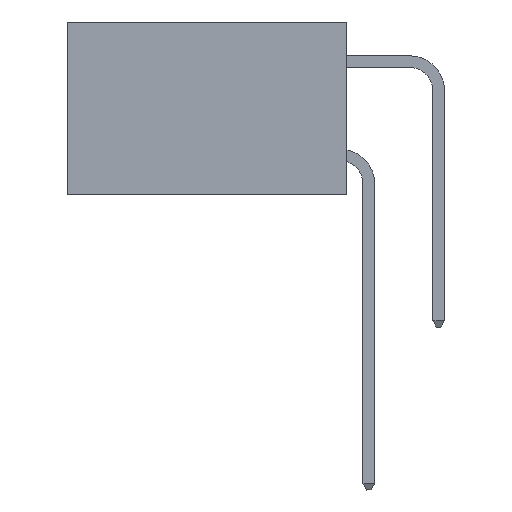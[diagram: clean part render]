
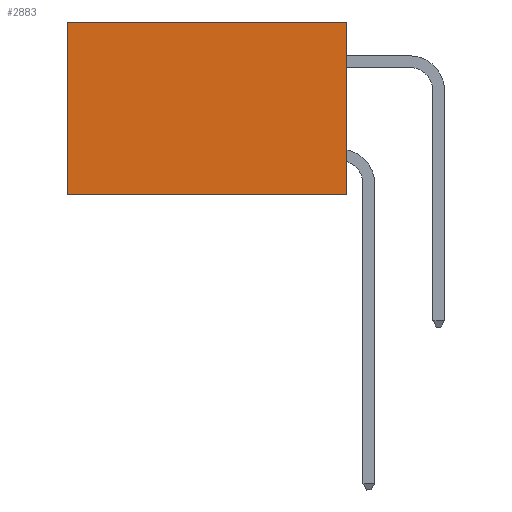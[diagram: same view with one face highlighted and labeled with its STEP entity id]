
A CAD part, left-side view. The second image highlights one B-rep face of the part: STEP entity #2883.
In plain terms, the highlighted planar face has unit normal (-1, 0, 0).
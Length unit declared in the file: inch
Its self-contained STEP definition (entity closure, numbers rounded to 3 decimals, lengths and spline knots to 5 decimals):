
#853 = LINE ( 'NONE', #18675, #17087 ) ;
#2240 = EDGE_CURVE ( 'NONE', #14235, #30849, #22886, .T. ) ;
#2883 = ADVANCED_FACE ( 'NONE', ( #32818 ), #20623, .F. ) ;
#3816 = LINE ( 'NONE', #18299, #22017 ) ;
#4055 = CARTESIAN_POINT ( 'NONE',  ( 0.2875, 0., 0. ) ) ;
#4080 = ORIENTED_EDGE ( 'NONE', *, *, #2240, .T. ) ;
#4540 = EDGE_CURVE ( 'NONE', #14235, #37609, #33164, .T. ) ;
#6811 = EDGE_LOOP ( 'NONE', ( #22812, #12809, #15892, #4080 ) ) ;
#6836 = DIRECTION ( 'NONE',  ( 1., 0., 0. ) ) ;
#10223 = EDGE_CURVE ( 'NONE', #37609, #23713, #3816, .T. ) ;
#12809 = ORIENTED_EDGE ( 'NONE', *, *, #10223, .F. ) ;
#12824 = EDGE_CURVE ( 'NONE', #30849, #23713, #853, .T. ) ;
#14235 = VERTEX_POINT ( 'NONE', #37817 ) ;
#14656 = CARTESIAN_POINT ( 'NONE',  ( 0.2875, 0.6, -0.37 ) ) ;
#15892 = ORIENTED_EDGE ( 'NONE', *, *, #4540, .F. ) ;
#16172 = VECTOR ( 'NONE', #38140, 39.37008 ) ;
#17087 = VECTOR ( 'NONE', #40907, 39.37008 ) ;
#18299 = CARTESIAN_POINT ( 'NONE',  ( 0.2875, 0., -0.37 ) ) ;
#18675 = CARTESIAN_POINT ( 'NONE',  ( 0.2875, 0.6, 0. ) ) ;
#19703 = DIRECTION ( 'NONE',  ( 0., 0., -1. ) ) ;
#20623 = PLANE ( 'NONE',  #21681 ) ;
#21132 = DIRECTION ( 'NONE',  ( 0., 1., 0. ) ) ;
#21681 = AXIS2_PLACEMENT_3D ( 'NONE', #25759, #6836, #19703 ) ;
#22017 = VECTOR ( 'NONE', #37349, 39.37008 ) ;
#22812 = ORIENTED_EDGE ( 'NONE', *, *, #12824, .T. ) ;
#22886 = LINE ( 'NONE', #4055, #30369 ) ;
#23713 = VERTEX_POINT ( 'NONE', #14656 ) ;
#25759 = CARTESIAN_POINT ( 'NONE',  ( 0.2875, 0., 0. ) ) ;
#28759 = CARTESIAN_POINT ( 'NONE',  ( 0.2875, 0., 0. ) ) ;
#28954 = CARTESIAN_POINT ( 'NONE',  ( 0.2875, 0., -0.37 ) ) ;
#30369 = VECTOR ( 'NONE', #21132, 39.37008 ) ;
#30849 = VERTEX_POINT ( 'NONE', #35264 ) ;
#32818 = FACE_OUTER_BOUND ( 'NONE', #6811, .T. ) ;
#33164 = LINE ( 'NONE', #28759, #16172 ) ;
#35264 = CARTESIAN_POINT ( 'NONE',  ( 0.2875, 0.6, 0. ) ) ;
#37349 = DIRECTION ( 'NONE',  ( 0., 1., 0. ) ) ;
#37609 = VERTEX_POINT ( 'NONE', #28954 ) ;
#37817 = CARTESIAN_POINT ( 'NONE',  ( 0.2875, 0., 0. ) ) ;
#38140 = DIRECTION ( 'NONE',  ( 0., 0., -1. ) ) ;
#40907 = DIRECTION ( 'NONE',  ( 0., 0., -1. ) ) ;
